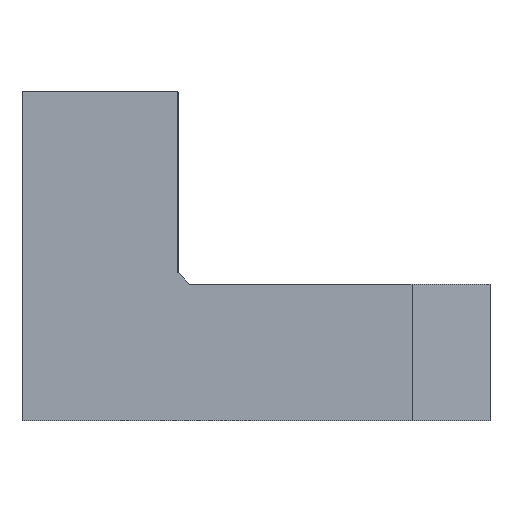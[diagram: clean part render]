
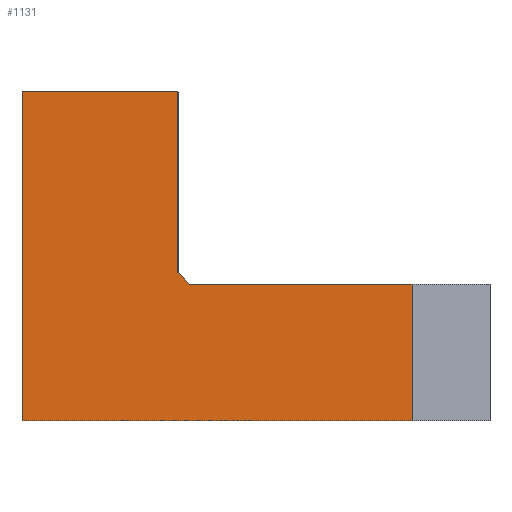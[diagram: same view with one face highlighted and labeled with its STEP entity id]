
A CAD part, left-side view. The second image highlights one B-rep face of the part: STEP entity #1131.
In plain terms, the highlighted planar face has unit normal (-1, 0, 0).
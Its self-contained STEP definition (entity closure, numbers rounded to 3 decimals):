
#111=FACE_OUTER_BOUND('',#177,.T.);
#177=EDGE_LOOP('',(#1000,#1001,#1002,#1003,#1004,#1005,#1006));
#231=LINE('',#1687,#363);
#235=LINE('',#1694,#367);
#259=LINE('',#1755,#391);
#285=LINE('',#1808,#417);
#290=LINE('',#1818,#422);
#309=LINE('',#1856,#441);
#310=LINE('',#1858,#442);
#363=VECTOR('',#1381,10.);
#367=VECTOR('',#1387,10.);
#391=VECTOR('',#1433,10.);
#417=VECTOR('',#1483,10.);
#422=VECTOR('',#1492,10.);
#441=VECTOR('',#1533,10.);
#442=VECTOR('',#1536,10.);
#489=VERTEX_POINT('',#1684);
#490=VERTEX_POINT('',#1686);
#492=VERTEX_POINT('',#1692);
#517=VERTEX_POINT('',#1752);
#518=VERTEX_POINT('',#1754);
#533=VERTEX_POINT('',#1807);
#544=VERTEX_POINT('',#1854);
#617=EDGE_CURVE('',#489,#490,#231,.T.);
#621=EDGE_CURVE('',#492,#489,#235,.T.);
#649=EDGE_CURVE('',#518,#517,#259,.T.);
#676=EDGE_CURVE('',#490,#533,#285,.T.);
#682=EDGE_CURVE('',#533,#517,#290,.T.);
#701=EDGE_CURVE('',#492,#544,#309,.F.);
#702=EDGE_CURVE('',#518,#544,#310,.T.);
#1000=ORIENTED_EDGE('',*,*,#682,.F.);
#1001=ORIENTED_EDGE('',*,*,#676,.F.);
#1002=ORIENTED_EDGE('',*,*,#617,.F.);
#1003=ORIENTED_EDGE('',*,*,#621,.F.);
#1004=ORIENTED_EDGE('',*,*,#701,.T.);
#1005=ORIENTED_EDGE('',*,*,#702,.F.);
#1006=ORIENTED_EDGE('',*,*,#649,.T.);
#1071=PLANE('',#1231);
#1131=ADVANCED_FACE('',(#111),#1071,.T.);
#1231=AXIS2_PLACEMENT_3D('',#1857,#1534,#1535);
#1381=DIRECTION('',(0.,-0.707,-0.707));
#1387=DIRECTION('',(0.,0.,-1.));
#1433=DIRECTION('',(0.,-1.,0.));
#1483=DIRECTION('',(0.,-1.,0.));
#1492=DIRECTION('',(0.,0.,-1.));
#1533=DIRECTION('',(0.,-1.,0.));
#1534=DIRECTION('center_axis',(-1.,0.,0.));
#1535=DIRECTION('ref_axis',(0.,0.,1.));
#1536=DIRECTION('',(0.,0.,1.));
#1684=CARTESIAN_POINT('',(-20.,-65.1,7.6));
#1686=CARTESIAN_POINT('',(-20.,-65.7,7.));
#1687=CARTESIAN_POINT('',(-20.,-67.15,5.55));
#1692=CARTESIAN_POINT('',(-20.,-65.1,16.9));
#1694=CARTESIAN_POINT('',(-20.,-65.1,17.));
#1752=CARTESIAN_POINT('',(-20.,-77.1,0.));
#1754=CARTESIAN_POINT('',(-20.,-57.1,0.));
#1755=CARTESIAN_POINT('',(-20.,-65.1,0.));
#1807=CARTESIAN_POINT('',(-20.,-77.1,7.));
#1808=CARTESIAN_POINT('',(-20.,-65.1,7.));
#1818=CARTESIAN_POINT('',(-20.,-77.1,1.75));
#1854=CARTESIAN_POINT('',(-20.,-57.1,16.9));
#1856=CARTESIAN_POINT('',(-20.,-65.1,16.9));
#1857=CARTESIAN_POINT('Origin',(-20.,-65.1,0.));
#1858=CARTESIAN_POINT('',(-20.,-57.1,17.));
